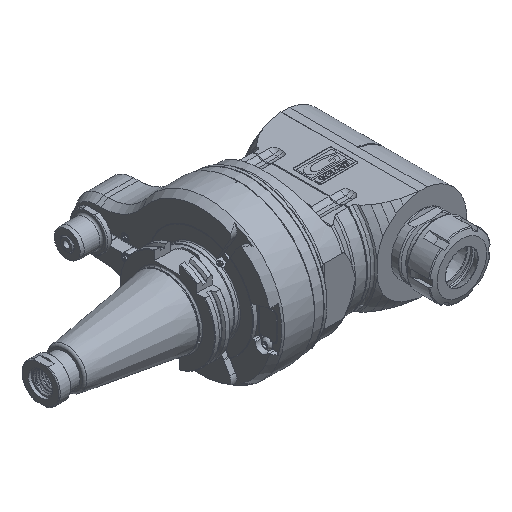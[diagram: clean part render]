
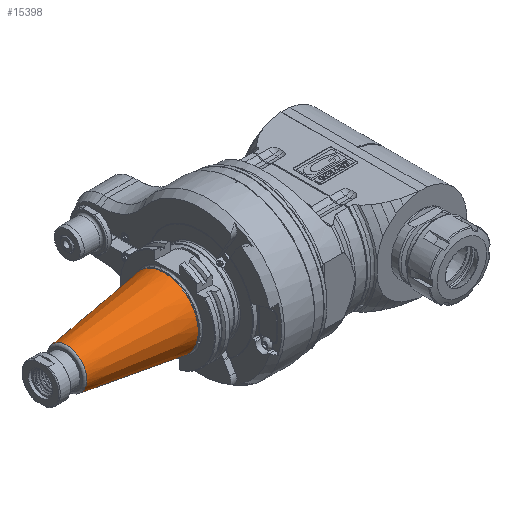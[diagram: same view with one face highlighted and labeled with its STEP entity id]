
A CAD part, isometric view. The second image highlights one B-rep face of the part: STEP entity #15398.
In plain terms, the highlighted conical face has half-angle 8.297 degrees and reference radius 27.662 mm.
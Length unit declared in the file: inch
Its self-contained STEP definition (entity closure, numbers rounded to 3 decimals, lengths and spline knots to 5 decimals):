
#359=CONICAL_SURFACE('',#16639,1.08904,0.145);
#1538=FACE_OUTER_BOUND('',#2425,.T.);
#2425=EDGE_LOOP('',(#11720,#11721,#11722,#11723,#11724,#11725));
#3456=LINE('',#36881,#4611);
#4611=VECTOR('',#19283,1.08904);
#5690=CIRCLE('',#16637,1.375);
#5691=CIRCLE('',#16638,1.375);
#5692=CIRCLE('',#16640,0.80309);
#5693=CIRCLE('',#16641,0.80309);
#6641=VERTEX_POINT('',#36874);
#6642=VERTEX_POINT('',#36875);
#6643=VERTEX_POINT('',#36880);
#6644=VERTEX_POINT('',#36882);
#8542=EDGE_CURVE('',#6641,#6642,#5690,.T.);
#8544=EDGE_CURVE('',#6642,#6641,#5691,.T.);
#8545=EDGE_CURVE('',#6641,#6643,#3456,.T.);
#8546=EDGE_CURVE('',#6644,#6643,#5692,.T.);
#8547=EDGE_CURVE('',#6643,#6644,#5693,.T.);
#11720=ORIENTED_EDGE('',*,*,#8542,.F.);
#11721=ORIENTED_EDGE('',*,*,#8545,.T.);
#11722=ORIENTED_EDGE('',*,*,#8546,.F.);
#11723=ORIENTED_EDGE('',*,*,#8547,.F.);
#11724=ORIENTED_EDGE('',*,*,#8545,.F.);
#11725=ORIENTED_EDGE('',*,*,#8544,.F.);
#15398=ADVANCED_FACE('',(#1538),#359,.T.);
#16637=AXIS2_PLACEMENT_3D('',#36876,#19276,#19277);
#16638=AXIS2_PLACEMENT_3D('',#36878,#19279,#19280);
#16639=AXIS2_PLACEMENT_3D('',#36879,#19281,#19282);
#16640=AXIS2_PLACEMENT_3D('',#36883,#19284,#19285);
#16641=AXIS2_PLACEMENT_3D('',#36884,#19286,#19287);
#19276=DIRECTION('center_axis',(1.,0.,0.));
#19277=DIRECTION('ref_axis',(0.,0.,-1.));
#19279=DIRECTION('center_axis',(1.,0.,0.));
#19280=DIRECTION('ref_axis',(0.,0.,-1.));
#19281=DIRECTION('center_axis',(1.,0.,0.));
#19282=DIRECTION('ref_axis',(0.,0.,-1.));
#19283=DIRECTION('',(-0.99,0.,-0.144));
#19284=DIRECTION('center_axis',(-1.,0.,0.));
#19285=DIRECTION('ref_axis',(0.,1.,0.));
#19286=DIRECTION('center_axis',(-1.,0.,0.));
#19287=DIRECTION('ref_axis',(0.,1.,0.));
#36874=CARTESIAN_POINT('',(0.,0.,1.375));
#36875=CARTESIAN_POINT('',(0.,0.,-1.375));
#36876=CARTESIAN_POINT('Origin',(0.,0.,0.));
#36878=CARTESIAN_POINT('Origin',(0.,0.,0.));
#36879=CARTESIAN_POINT('Origin',(-1.96084,0.,0.));
#36880=CARTESIAN_POINT('',(-3.92168,0.,0.80309));
#36881=CARTESIAN_POINT('',(-1.96084,0.,1.08904));
#36882=CARTESIAN_POINT('',(-3.92168,0.80309,0.));
#36883=CARTESIAN_POINT('Origin',(-3.92168,0.,0.));
#36884=CARTESIAN_POINT('Origin',(-3.92168,0.,0.));
